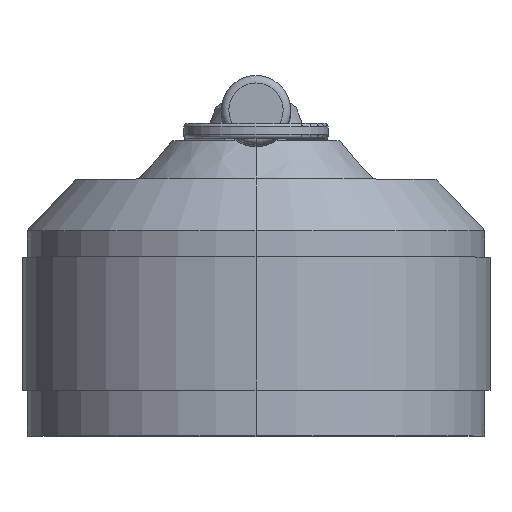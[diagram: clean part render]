
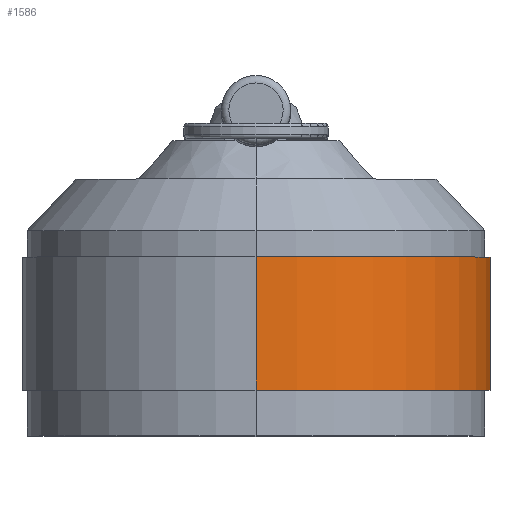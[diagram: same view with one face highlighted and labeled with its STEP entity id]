
A CAD part, top view. The second image highlights one B-rep face of the part: STEP entity #1586.
In plain terms, the highlighted cylindrical face has radius 15.875 mm (diameter 31.75 mm), a partial arc.
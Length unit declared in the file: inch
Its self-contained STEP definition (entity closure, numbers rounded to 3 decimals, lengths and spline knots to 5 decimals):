
#133 = CYLINDRICAL_SURFACE ( 'NONE', #1923, 0.625 ) ;
#135 = FACE_OUTER_BOUND ( 'NONE', #2582, .T. ) ;
#601 = EDGE_CURVE ( 'NONE', #2680, #2700, #2248, .T. ) ;
#638 = EDGE_CURVE ( 'NONE', #2699, #2701, #2276, .T. ) ;
#678 = EDGE_CURVE ( 'NONE', #2701, #2700, #2289, .T. ) ;
#704 = EDGE_CURVE ( 'NONE', #2699, #2680, #2315, .T. ) ;
#799 = DIRECTION ( 'NONE',  ( 0., 1., 0. ) ) ;
#954 = DIRECTION ( 'NONE',  ( 0., 0., 1. ) ) ;
#957 = DIRECTION ( 'NONE',  ( 0., 1., 0. ) ) ;
#962 = CARTESIAN_POINT ( 'NONE',  ( 0., 0.12205, 0. ) ) ;
#1213 = DIRECTION ( 'NONE',  ( 0., 0., 1. ) ) ;
#1303 = DIRECTION ( 'NONE',  ( 0., 0., 1. ) ) ;
#1307 = DIRECTION ( 'NONE',  ( 0., 1., 0. ) ) ;
#1308 = CARTESIAN_POINT ( 'NONE',  ( 0., 0.47805, 0. ) ) ;
#1334 = DIRECTION ( 'NONE',  ( 0., 1., 0. ) ) ;
#1353 = DIRECTION ( 'NONE',  ( 0., 1., 0. ) ) ;
#1366 = CARTESIAN_POINT ( 'NONE',  ( 0., 0.789, -0.625 ) ) ;
#1446 = CARTESIAN_POINT ( 'NONE',  ( 0., 0.789, 0. ) ) ;
#1490 = CARTESIAN_POINT ( 'NONE',  ( 0., 0.789, 0.625 ) ) ;
#1586 = ADVANCED_FACE ( 'NONE', ( #135 ), #133, .T. ) ;
#1842 = AXIS2_PLACEMENT_3D ( 'NONE', #962, #957, #954 ) ;
#1845 = AXIS2_PLACEMENT_3D ( 'NONE', #1308, #1307, #1303 ) ;
#1923 = AXIS2_PLACEMENT_3D ( 'NONE', #1446, #1334, #1213 ) ;
#2248 = LINE ( 'NONE', #1366, #2251 ) ;
#2251 = VECTOR ( 'NONE', #1353, 39.37008 ) ;
#2276 = LINE ( 'NONE', #1490, #2278 ) ;
#2278 = VECTOR ( 'NONE', #799, 39.37008 ) ;
#2289 = CIRCLE ( 'NONE', #1845, 0.625 ) ;
#2315 = CIRCLE ( 'NONE', #1842, 0.625 ) ;
#2582 = EDGE_LOOP ( 'NONE', ( #3401, #3372, #3381, #3386 ) ) ;
#2680 = VERTEX_POINT ( 'NONE', #3052 ) ;
#2699 = VERTEX_POINT ( 'NONE', #2876 ) ;
#2700 = VERTEX_POINT ( 'NONE', #2893 ) ;
#2701 = VERTEX_POINT ( 'NONE', #2904 ) ;
#2876 = CARTESIAN_POINT ( 'NONE',  ( 0., 0.12205, 0.625 ) ) ;
#2893 = CARTESIAN_POINT ( 'NONE',  ( 0., 0.47805, -0.625 ) ) ;
#2904 = CARTESIAN_POINT ( 'NONE',  ( 0., 0.47805, 0.625 ) ) ;
#3052 = CARTESIAN_POINT ( 'NONE',  ( 0., 0.12205, -0.625 ) ) ;
#3372 = ORIENTED_EDGE ( 'NONE', *, *, #601, .T. ) ;
#3381 = ORIENTED_EDGE ( 'NONE', *, *, #678, .F. ) ;
#3386 = ORIENTED_EDGE ( 'NONE', *, *, #638, .F. ) ;
#3401 = ORIENTED_EDGE ( 'NONE', *, *, #704, .T. ) ;
